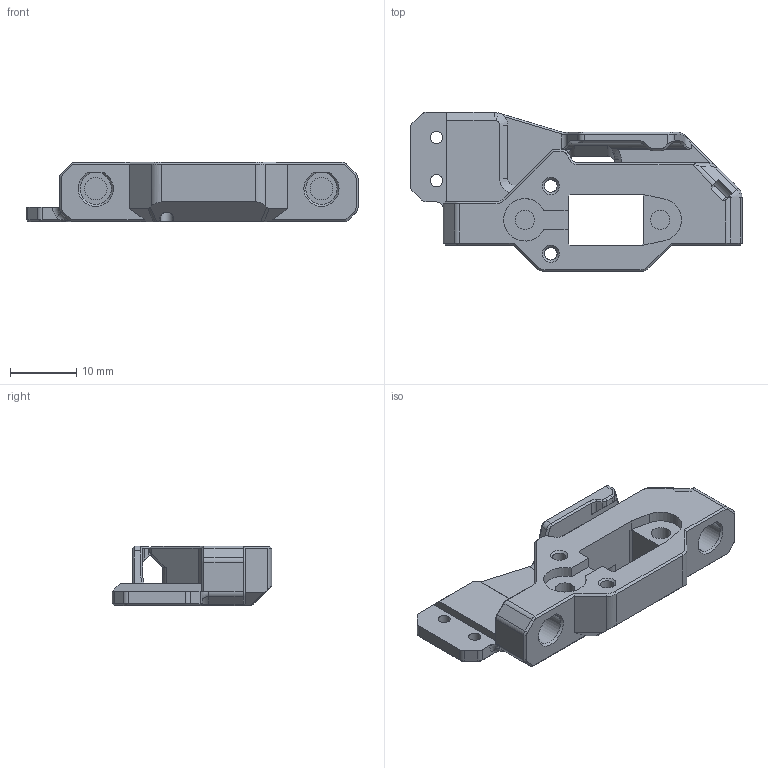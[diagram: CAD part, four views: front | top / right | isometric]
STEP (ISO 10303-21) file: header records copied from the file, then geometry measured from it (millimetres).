
FILE_DESCRIPTION(/* description */ (''),/* implementation_level */ '2;1');
FILE_NAME(/* name */ 'Endstop_Mount-Euclid (1).step',/* time_stamp */ '2024-11-17T11:06:34+08:00',/* author */ (''),/* organization */ (''),/* preprocessor_version */ 'ST-DEVELOPER v20',/* originating_system */ 'Autodesk Translation Framework v13.20.0.188',/* authorisation */ '');
FILE_SCHEMA (('AUTOMOTIVE_DESIGN { 1 0 10303 214 3 1 1 }'));
Length unit declared in the file: millimetre
Products named in the file (1): Endstop_Mount-Euclid
Bounding box: 50 x 24 x 9 mm (x, y, z)
Volume: 4657.3 mm3; surface area: 3557.5 mm2
Topology: 1 solids, 1 shells, 273 faces, 689 edges, 420 vertices
Faces by surface type: plane 138, cylinder 59, cone 42, bspline 33, torus 1
Full cylindrical faces by diameter (mm): 1.85 x2, 1.9 x2, 2 x2, 2.9 x2, 3.4 x2
Entity records: 10169 total; most frequent: CARTESIAN_POINT 3691, ORIENTED_EDGE 1376, DIRECTION 1275, EDGE_CURVE 688, LINE 455, VECTOR 455, VERTEX_POINT 420, AXIS2_PLACEMENT_3D 410
